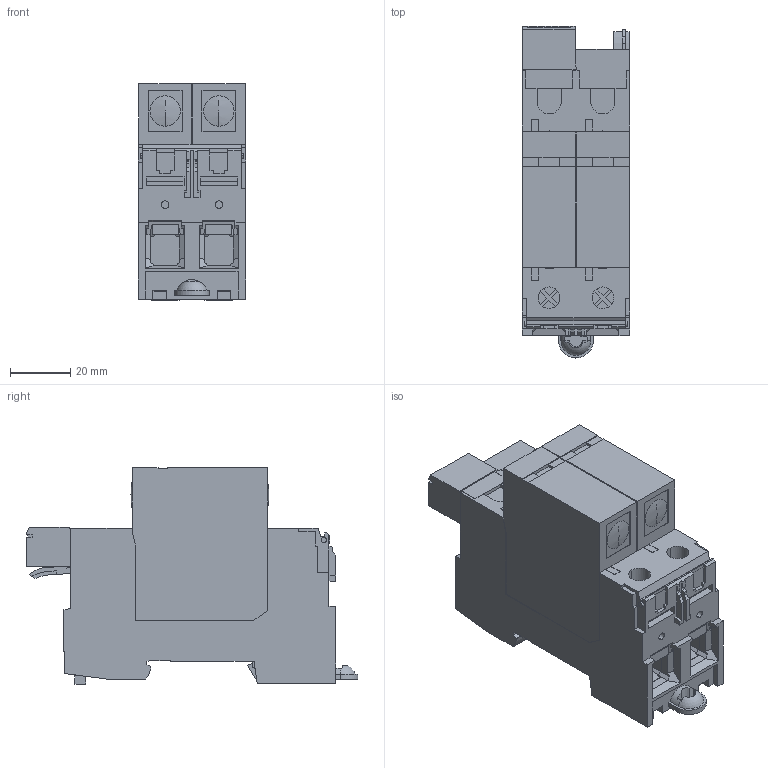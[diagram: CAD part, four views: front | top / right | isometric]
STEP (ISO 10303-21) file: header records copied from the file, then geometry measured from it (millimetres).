
FILE_DESCRIPTION(('Creo Elements/Direct Modeling STEP Export'),'2;1');
FILE_NAME('model.stp','2024-08-27T13:16:03',(''),(''),'Creo Elements/Direct Modeling STEP processor for AP214 (Solid Model)','Creo Elements/Direct Modeling 20.1D 10-Oct-2020 (C) Parametric Technology GmbH','');
FILE_SCHEMA(('AUTOMOTIVE_DESIGN { 1 0 10303 214 1 1 1 1 }'));
Length unit declared in the file: millimetre
Products named in the file (2): VAL_SPP_T2_335_1_1_UT_R-SELECT
Assembly tree (1 placements, depth 2):
  VAL_SPP_T2_335_1_1_UT_R-SELECT
    VAL_SPP_T2_335_1_1_UT_R-SELECT
Bounding box: 35.6 x 109.8 x 71.65 mm (x, y, z)
Volume: 171008.6 mm3; surface area: 35352.4 mm2
Topology: 1 solids, 1 shells, 912 faces, 2552 edges, 1660 vertices
Faces by surface type: plane 769, cylinder 62, bspline 54, extrusion 16, sphere 9, cone 2
Entity records: 39772 total; most frequent: CARTESIAN_POINT 10439, ORIENTED_EDGE 5088, DIRECTION 3776, EDGE_CURVE 2544, VECTOR 2116, LINE 2099, VERTEX_POINT 1660, EDGE_LOOP 938
